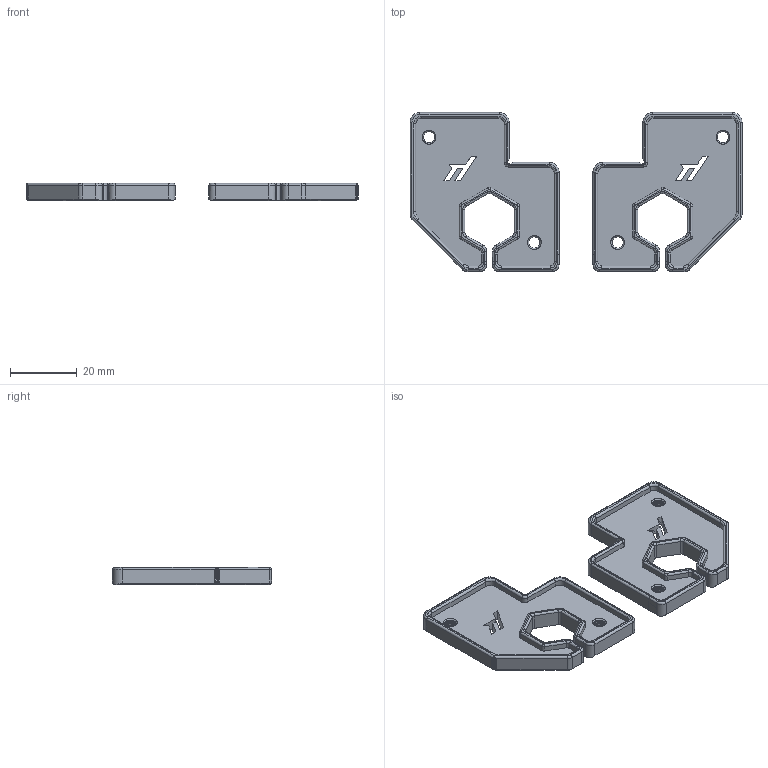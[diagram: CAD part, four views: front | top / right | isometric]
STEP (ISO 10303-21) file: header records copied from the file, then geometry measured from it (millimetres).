
FILE_DESCRIPTION(/* description */ (''),/* implementation_level */ '2;1');
FILE_NAME(/* name */ 'z_belt_cover.step',/* time_stamp */ '2022-05-12T15:27:13-07:00',/* author */ (''),/* organization */ (''),/* preprocessor_version */ 'ST-DEVELOPER v18.1',/* originating_system */ 'Autodesk Translation Framework v10.14.0.1471',/* authorisation */ '');
FILE_SCHEMA (('AUTOMOTIVE_DESIGN { 1 0 10303 214 3 1 1 }'));
Length unit declared in the file: millimetre
Products named in the file (1): z_belt_cover
Bounding box: 99.8 x 47.8 x 5.18 mm (x, y, z)
Surface area: 9501.7 mm2 (no closed solid volume)
Topology: 0 solids, 2 shells, 2087 faces, 4098 edges, 2013 vertices
Faces by surface type: plane 1893, cylinder 134, torus 50, bspline 10
Entity records: 52718 total; most frequent: CARTESIAN_POINT 9065, DIRECTION 8920, ORIENTED_EDGE 8766, EDGE_CURVE 4383, LINE 3982, VECTOR 3982, AXIS2_PLACEMENT_3D 2469, VERTEX_POINT 2316
